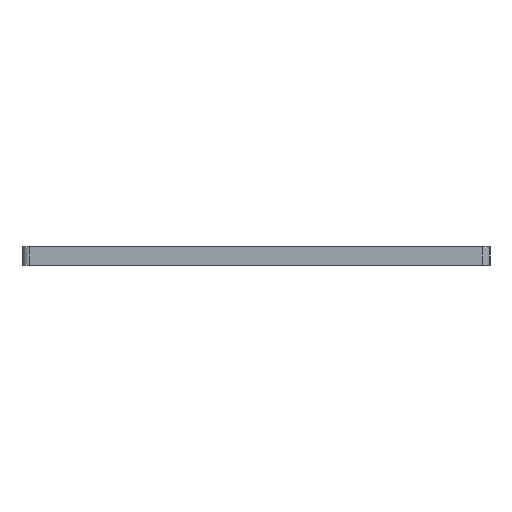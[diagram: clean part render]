
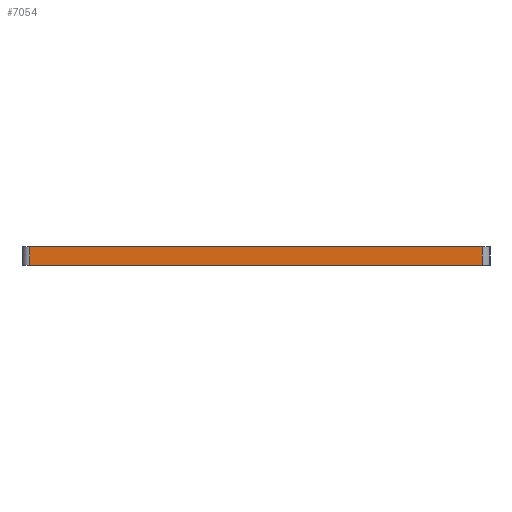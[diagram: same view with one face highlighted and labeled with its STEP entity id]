
A CAD part, left-side view. The second image highlights one B-rep face of the part: STEP entity #7054.
In plain terms, the highlighted planar face has unit normal (-1, 0, 0).
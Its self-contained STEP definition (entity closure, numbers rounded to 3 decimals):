
#1928=CARTESIAN_POINT('',(0.095,75.208,14.));
#1929=VERTEX_POINT('',#1928);
#1937=CARTESIAN_POINT('',(0.095,1.508,14.));
#1938=VERTEX_POINT('',#1937);
#1939=CARTESIAN_POINT('',(0.095,1.508,14.));
#1940=DIRECTION('',(0.,1.,0.));
#1941=VECTOR('',#1940,73.7);
#1942=LINE('',#1939,#1941);
#1943=EDGE_CURVE('',#1938,#1929,#1942,.T.);
#2248=CARTESIAN_POINT('',(0.095,1.508,11.));
#2249=VERTEX_POINT('',#2248);
#2257=CARTESIAN_POINT('',(0.095,75.208,11.));
#2258=VERTEX_POINT('',#2257);
#2259=CARTESIAN_POINT('',(0.095,1.508,11.));
#2260=DIRECTION('',(0.,1.,0.));
#2261=VECTOR('',#2260,73.7);
#2262=LINE('',#2259,#2261);
#2263=EDGE_CURVE('',#2249,#2258,#2262,.T.);
#7033=CARTESIAN_POINT('',(0.095,38.358,14.));
#7034=DIRECTION('',(-1.,0.,0.));
#7035=DIRECTION('',(0.,0.,1.));
#7036=AXIS2_PLACEMENT_3D('',#7033,#7034,#7035);
#7037=PLANE('',#7036);
#7038=ORIENTED_EDGE('',*,*,#1943,.T.);
#7039=CARTESIAN_POINT('',(0.095,75.208,14.));
#7040=DIRECTION('',(0.,0.,-1.));
#7041=VECTOR('',#7040,3.);
#7042=LINE('',#7039,#7041);
#7043=EDGE_CURVE('',#1929,#2258,#7042,.T.);
#7044=ORIENTED_EDGE('',*,*,#7043,.T.);
#7045=ORIENTED_EDGE('',*,*,#2263,.F.);
#7046=CARTESIAN_POINT('',(0.095,1.508,11.));
#7047=DIRECTION('',(-0.,-0.,1.));
#7048=VECTOR('',#7047,3.);
#7049=LINE('',#7046,#7048);
#7050=EDGE_CURVE('',#2249,#1938,#7049,.T.);
#7051=ORIENTED_EDGE('',*,*,#7050,.T.);
#7052=EDGE_LOOP('',(#7038,#7044,#7045,#7051));
#7053=FACE_BOUND('',#7052,.T.);
#7054=ADVANCED_FACE('',(#7053),#7037,.T.);
